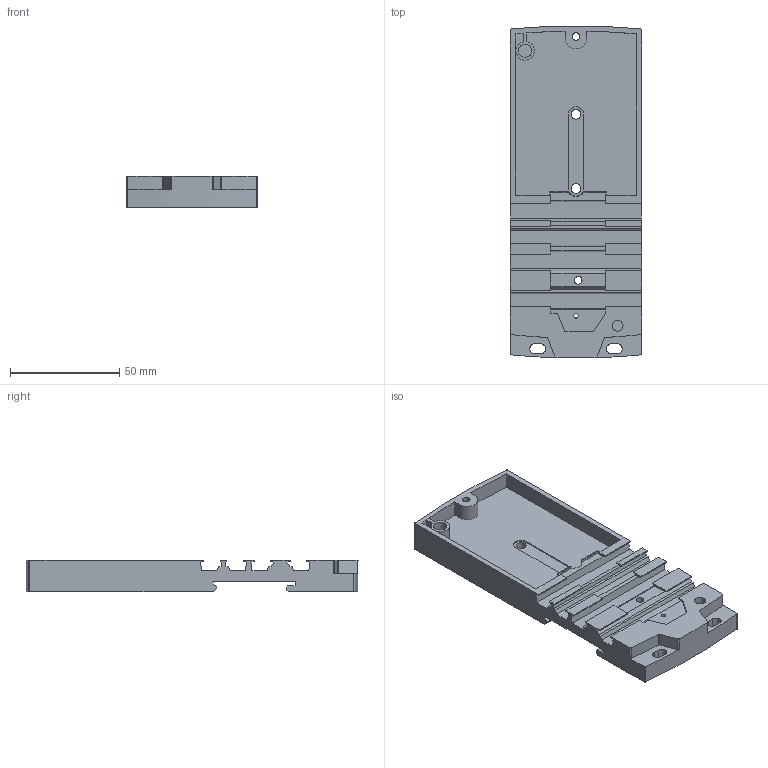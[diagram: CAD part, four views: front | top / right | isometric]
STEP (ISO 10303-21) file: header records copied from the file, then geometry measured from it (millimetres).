
FILE_DESCRIPTION(/* description */ ('Alibre Inc.'),/* implementation_level */ '2;1');
FILE_NAME(/* name */ 'export-7F49469C-8148-4225-A3E9-61CC72566341',/* time_stamp */ '2019-07-01T10:17:46+02:00',/* author */ (''),/* organization */ (''),/* preprocessor_version */ 'ST-DEVELOPER v17',/* originating_system */ 'Alibre',/* authorisation */ '');
FILE_SCHEMA (('AUTOMOTIVE_DESIGN'));
Length unit declared in the file: centimetre
Bounding box: 60 x 151.82 x 14.6 mm (x, y, z)
Volume: 78757.6 mm3; surface area: 30428.6 mm2
Topology: 1 solids, 1 shells, 157 faces, 441 edges, 290 vertices
Faces by surface type: plane 123, cylinder 34
Full cylindrical faces by diameter (mm): 2 x1, 3.5 x2, 4.5 x2, 5 x1, 6 x1
Entity records: 4478 total; most frequent: ORIENTED_EDGE 860, CARTESIAN_POINT 780, DIRECTION 590, EDGE_CURVE 430, VECTOR 314, LINE 314, VERTEX_POINT 286, EDGE_LOOP 182
